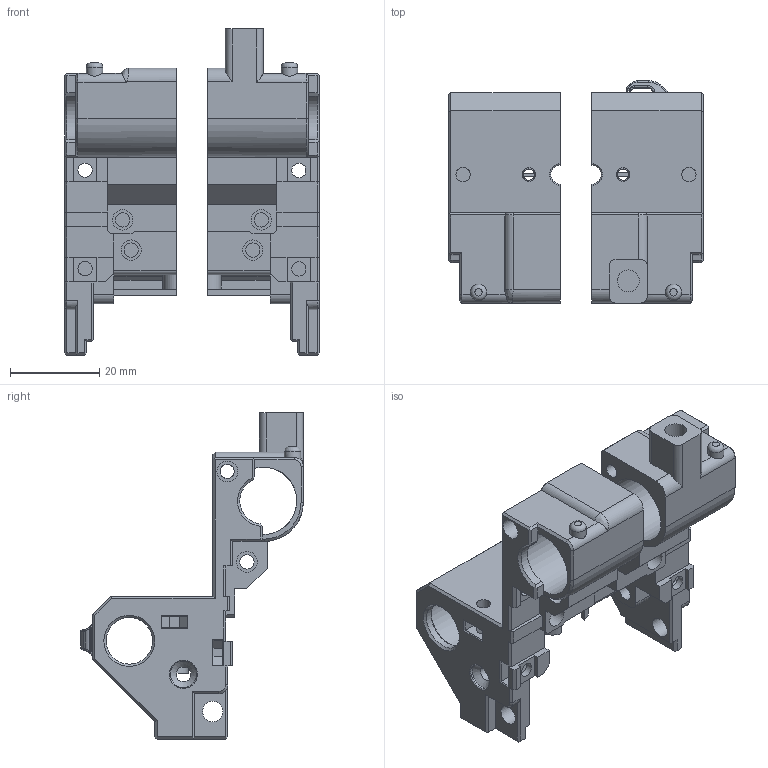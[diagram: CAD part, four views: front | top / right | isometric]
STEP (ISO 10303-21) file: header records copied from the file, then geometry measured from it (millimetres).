
FILE_DESCRIPTION(('HOOPS Exchange Step'),'2;1');
FILE_NAME('temp_export','2023-12-23T16:58:22-06:00',('DentedAF'),('Shapr3D Limited'),'HOOPS Exchange 2023.2','Shapr3D','Authorized');
FILE_SCHEMA( ('AUTOMOTIVE_DESIGN { 1 0 10303 214 1 1 1 1 }') );
Length unit declared in the file: millimetre
Products named in the file (1): root
Bounding box: 57 x 49.77 x 73 mm (x, y, z)
Volume: 30210.3 mm3; surface area: 20987 mm2
Topology: 2 solids, 2 shells, 475 faces, 1284 edges, 834 vertices
Faces by surface type: plane 329, cylinder 89, cone 25, bspline 24, torus 8
Full cylindrical faces by diameter (mm): 2.5 x2, 3.05 x2, 3.2 x18, 3.3 x2, 3.65 x2, 4.55 x6, 4.65 x2, 4.9 x1, 5.4 x2, 5.9 x2, 10.4 x2, 15.1 x4
Entity records: 18043 total; most frequent: CARTESIAN_POINT 5801, ORIENTED_EDGE 2564, DIRECTION 2409, EDGE_CURVE 1282, VECTOR 919, LINE 919, VERTEX_POINT 834, AXIS2_PLACEMENT_3D 745
